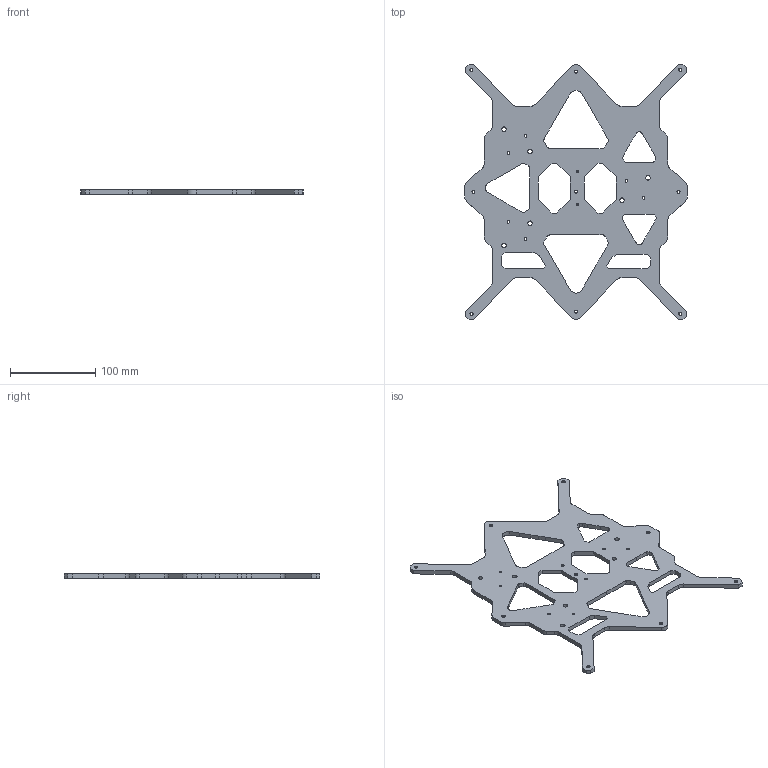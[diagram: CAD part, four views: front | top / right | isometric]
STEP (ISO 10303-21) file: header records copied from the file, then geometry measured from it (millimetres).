
FILE_DESCRIPTION(/* description */ ('STEP AP242','CAx-IF Rec.Pracs.---Representation and Presentation of Product Manufacturing Information (PMI)---4.0---2014-10-13','CAx-IF Rec.Pracs.---3D Tessellated Geometry---0.4---2014-09-14','2;1'),/* implementation_level */ '2;1');
FILE_NAME(/* name */ '629928eca3d3476434b28548',/* time_stamp */ '2022-06-02T21:17:33+00:00',/* author */ (''),/* organization */ (''),/* preprocessor_version */ 'ST-DEVELOPER v18.102',/* originating_system */ ' ',/* authorisation */ ' ');
FILE_SCHEMA (('AP242_MANAGED_MODEL_BASED_3D_ENGINEERING_MIM_LF { 1 0 10303 442 1 1 4 }'));
Length unit declared in the file: metre
Products named in the file (1): Y_CARRIAGE v1
Bounding box: 260.04 x 299.17 x 5 mm (x, y, z)
Volume: 184472.4 mm3; surface area: 89629.6 mm2
Topology: 1 solids, 1 shells, 261 faces, 777 edges, 518 vertices
Faces by surface type: bspline 100, plane 95, cylinder 66
Full cylindrical faces by diameter (mm): 3.2 x6, 5.2 x6
Entity records: 25519 total; most frequent: CARTESIAN_POINT 19249, ORIENTED_EDGE 1530, DIRECTION 948, EDGE_CURVE 765, VERTEX_POINT 518, LINE 360, VECTOR 360, EDGE_LOOP 337
